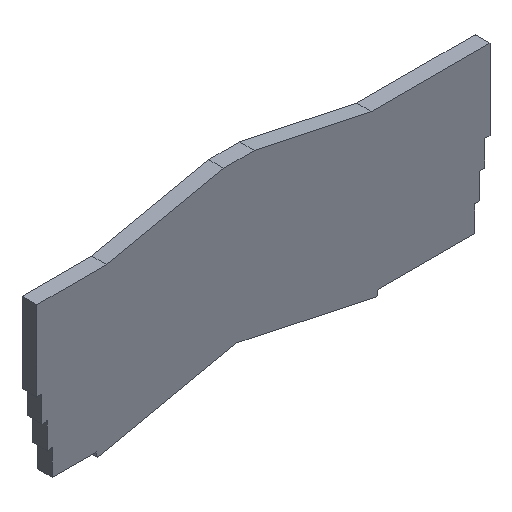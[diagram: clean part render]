
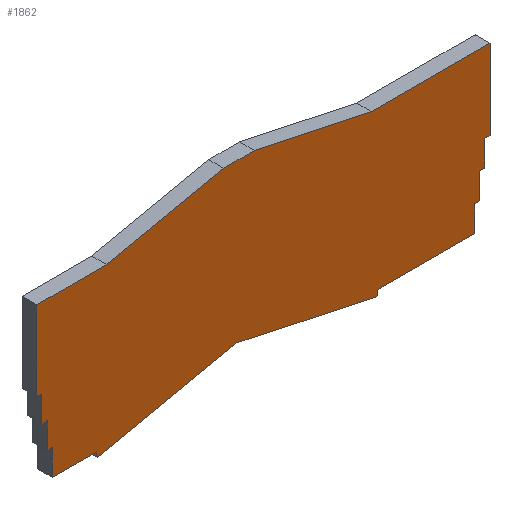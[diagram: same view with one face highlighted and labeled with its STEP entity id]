
A CAD part, isometric view. The second image highlights one B-rep face of the part: STEP entity #1862.
In plain terms, the highlighted planar face has unit normal (0, -1, 0).
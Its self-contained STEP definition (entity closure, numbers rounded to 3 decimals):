
#110=PLANE('',#2041);
#247=FACE_OUTER_BOUND('',#385,.T.);
#385=EDGE_LOOP('',(#1715,#1716,#1717,#1718,#1719,#1720,#1721,#1722,#1723,
#1724,#1725,#1726,#1727,#1728,#1729,#1730,#1731,#1732,#1733,#1734,#1735,
#1736,#1737,#1738,#1739));
#505=LINE('',#2949,#697);
#508=LINE('',#2955,#700);
#511=LINE('',#2961,#703);
#514=LINE('',#2967,#706);
#517=LINE('',#2973,#709);
#520=LINE('',#2979,#712);
#523=LINE('',#2985,#715);
#526=LINE('',#2991,#718);
#529=LINE('',#2997,#721);
#532=LINE('',#3003,#724);
#535=LINE('',#3009,#727);
#538=LINE('',#3015,#730);
#541=LINE('',#3021,#733);
#544=LINE('',#3027,#736);
#547=LINE('',#3033,#739);
#550=LINE('',#3039,#742);
#553=LINE('',#3045,#745);
#556=LINE('',#3051,#748);
#559=LINE('',#3057,#751);
#562=LINE('',#3063,#754);
#565=LINE('',#3069,#757);
#568=LINE('',#3075,#760);
#571=LINE('',#3081,#763);
#574=LINE('',#3087,#766);
#577=LINE('',#3091,#769);
#697=VECTOR('',#2441,10.);
#700=VECTOR('',#2446,10.);
#703=VECTOR('',#2451,10.);
#706=VECTOR('',#2456,10.);
#709=VECTOR('',#2461,10.);
#712=VECTOR('',#2466,10.);
#715=VECTOR('',#2471,10.);
#718=VECTOR('',#2476,10.);
#721=VECTOR('',#2481,10.);
#724=VECTOR('',#2486,10.);
#727=VECTOR('',#2491,10.);
#730=VECTOR('',#2496,10.);
#733=VECTOR('',#2501,10.);
#736=VECTOR('',#2506,10.);
#739=VECTOR('',#2511,10.);
#742=VECTOR('',#2516,10.);
#745=VECTOR('',#2521,10.);
#748=VECTOR('',#2526,10.);
#751=VECTOR('',#2531,10.);
#754=VECTOR('',#2536,10.);
#757=VECTOR('',#2541,10.);
#760=VECTOR('',#2546,10.);
#763=VECTOR('',#2551,10.);
#766=VECTOR('',#2556,10.);
#769=VECTOR('',#2561,10.);
#948=VERTEX_POINT('',#2946);
#949=VERTEX_POINT('',#2948);
#951=VERTEX_POINT('',#2954);
#953=VERTEX_POINT('',#2960);
#955=VERTEX_POINT('',#2966);
#957=VERTEX_POINT('',#2972);
#959=VERTEX_POINT('',#2978);
#961=VERTEX_POINT('',#2984);
#963=VERTEX_POINT('',#2990);
#965=VERTEX_POINT('',#2996);
#967=VERTEX_POINT('',#3002);
#969=VERTEX_POINT('',#3008);
#971=VERTEX_POINT('',#3014);
#973=VERTEX_POINT('',#3020);
#975=VERTEX_POINT('',#3026);
#977=VERTEX_POINT('',#3032);
#979=VERTEX_POINT('',#3038);
#981=VERTEX_POINT('',#3044);
#983=VERTEX_POINT('',#3050);
#985=VERTEX_POINT('',#3056);
#987=VERTEX_POINT('',#3062);
#989=VERTEX_POINT('',#3068);
#991=VERTEX_POINT('',#3074);
#993=VERTEX_POINT('',#3080);
#995=VERTEX_POINT('',#3086);
#1171=EDGE_CURVE('',#949,#948,#505,.T.);
#1174=EDGE_CURVE('',#951,#949,#508,.T.);
#1177=EDGE_CURVE('',#953,#951,#511,.T.);
#1180=EDGE_CURVE('',#955,#953,#514,.T.);
#1183=EDGE_CURVE('',#957,#955,#517,.T.);
#1186=EDGE_CURVE('',#959,#957,#520,.T.);
#1189=EDGE_CURVE('',#961,#959,#523,.T.);
#1192=EDGE_CURVE('',#963,#961,#526,.T.);
#1195=EDGE_CURVE('',#965,#963,#529,.T.);
#1198=EDGE_CURVE('',#967,#965,#532,.T.);
#1201=EDGE_CURVE('',#969,#967,#535,.T.);
#1204=EDGE_CURVE('',#971,#969,#538,.T.);
#1207=EDGE_CURVE('',#973,#971,#541,.T.);
#1210=EDGE_CURVE('',#975,#973,#544,.T.);
#1213=EDGE_CURVE('',#977,#975,#547,.T.);
#1216=EDGE_CURVE('',#979,#977,#550,.T.);
#1219=EDGE_CURVE('',#981,#979,#553,.T.);
#1222=EDGE_CURVE('',#983,#981,#556,.T.);
#1225=EDGE_CURVE('',#985,#983,#559,.T.);
#1228=EDGE_CURVE('',#987,#985,#562,.T.);
#1231=EDGE_CURVE('',#989,#987,#565,.T.);
#1234=EDGE_CURVE('',#991,#989,#568,.T.);
#1237=EDGE_CURVE('',#993,#991,#571,.T.);
#1240=EDGE_CURVE('',#995,#993,#574,.T.);
#1243=EDGE_CURVE('',#948,#995,#577,.T.);
#1715=ORIENTED_EDGE('',*,*,#1243,.T.);
#1716=ORIENTED_EDGE('',*,*,#1240,.T.);
#1717=ORIENTED_EDGE('',*,*,#1237,.T.);
#1718=ORIENTED_EDGE('',*,*,#1234,.T.);
#1719=ORIENTED_EDGE('',*,*,#1231,.T.);
#1720=ORIENTED_EDGE('',*,*,#1228,.T.);
#1721=ORIENTED_EDGE('',*,*,#1225,.T.);
#1722=ORIENTED_EDGE('',*,*,#1222,.T.);
#1723=ORIENTED_EDGE('',*,*,#1219,.T.);
#1724=ORIENTED_EDGE('',*,*,#1216,.T.);
#1725=ORIENTED_EDGE('',*,*,#1213,.T.);
#1726=ORIENTED_EDGE('',*,*,#1210,.T.);
#1727=ORIENTED_EDGE('',*,*,#1207,.T.);
#1728=ORIENTED_EDGE('',*,*,#1204,.T.);
#1729=ORIENTED_EDGE('',*,*,#1201,.T.);
#1730=ORIENTED_EDGE('',*,*,#1198,.T.);
#1731=ORIENTED_EDGE('',*,*,#1195,.T.);
#1732=ORIENTED_EDGE('',*,*,#1192,.T.);
#1733=ORIENTED_EDGE('',*,*,#1189,.T.);
#1734=ORIENTED_EDGE('',*,*,#1186,.T.);
#1735=ORIENTED_EDGE('',*,*,#1183,.T.);
#1736=ORIENTED_EDGE('',*,*,#1180,.T.);
#1737=ORIENTED_EDGE('',*,*,#1177,.T.);
#1738=ORIENTED_EDGE('',*,*,#1174,.T.);
#1739=ORIENTED_EDGE('',*,*,#1171,.T.);
#1862=ADVANCED_FACE('',(#247),#110,.T.);
#2041=AXIS2_PLACEMENT_3D('',#3093,#2564,#2565);
#2441=DIRECTION('',(-1.,0.,0.));
#2446=DIRECTION('',(-0.978,0.,-0.208));
#2451=DIRECTION('',(-1.,0.,0.));
#2456=DIRECTION('',(-0.978,0.,0.208));
#2461=DIRECTION('',(-1.,0.,0.));
#2466=DIRECTION('',(0.,0.,1.));
#2471=DIRECTION('',(1.,0.,0.));
#2476=DIRECTION('',(0.,0.,1.));
#2481=DIRECTION('',(1.,0.,0.));
#2486=DIRECTION('',(0.,0.,1.));
#2491=DIRECTION('',(1.,0.,0.));
#2496=DIRECTION('',(0.,0.,1.));
#2501=DIRECTION('',(1.,0.,0.));
#2506=DIRECTION('',(0.211,0.,0.977));
#2511=DIRECTION('',(0.977,0.,-0.211));
#2516=DIRECTION('',(0.978,0.,0.208));
#2521=DIRECTION('',(0.208,0.,-0.978));
#2526=DIRECTION('',(1.,0.,0.));
#2531=DIRECTION('',(0.,0.,-1.));
#2536=DIRECTION('',(1.,0.,0.));
#2541=DIRECTION('',(0.,0.,-1.));
#2546=DIRECTION('',(1.,0.,0.));
#2551=DIRECTION('',(0.,0.,-1.));
#2556=DIRECTION('',(1.,0.,0.));
#2561=DIRECTION('',(0.,0.,-1.));
#2564=DIRECTION('center_axis',(0.,-1.,0.));
#2565=DIRECTION('ref_axis',(0.,0.,-1.));
#2946=CARTESIAN_POINT('',(-0.905,-11.,-17.602));
#2948=CARTESIAN_POINT('',(50.639,-11.,-17.602));
#2949=CARTESIAN_POINT('',(50.639,-11.,-17.602));
#2954=CARTESIAN_POINT('',(137.289,-11.,0.817));
#2955=CARTESIAN_POINT('',(50.639,-11.,-17.602));
#2960=CARTESIAN_POINT('',(160.094,-11.,0.817));
#2961=CARTESIAN_POINT('',(137.289,-11.,0.817));
#2966=CARTESIAN_POINT('',(246.727,-11.,-17.602));
#2967=CARTESIAN_POINT('',(160.094,-11.,0.817));
#2972=CARTESIAN_POINT('',(334.47,-11.,-17.602));
#2973=CARTESIAN_POINT('',(334.47,-11.,-17.602));
#2978=CARTESIAN_POINT('',(334.47,-11.,-76.752));
#2979=CARTESIAN_POINT('',(334.47,-11.,-76.752));
#2984=CARTESIAN_POINT('',(330.66,-11.,-76.752));
#2985=CARTESIAN_POINT('',(330.66,-11.,-76.752));
#2990=CARTESIAN_POINT('',(330.66,-11.,-95.803));
#2991=CARTESIAN_POINT('',(330.66,-11.,-95.803));
#2996=CARTESIAN_POINT('',(326.851,-11.,-95.803));
#2997=CARTESIAN_POINT('',(330.66,-11.,-95.803));
#3002=CARTESIAN_POINT('',(326.851,-11.,-114.853));
#3003=CARTESIAN_POINT('',(326.851,-11.,-114.853));
#3008=CARTESIAN_POINT('',(323.051,-11.,-114.853));
#3009=CARTESIAN_POINT('',(326.851,-11.,-114.853));
#3014=CARTESIAN_POINT('',(323.051,-11.,-133.903));
#3015=CARTESIAN_POINT('',(323.051,-11.,-114.853));
#3020=CARTESIAN_POINT('',(251.704,-11.,-133.903));
#3021=CARTESIAN_POINT('',(323.051,-11.,-133.903));
#3026=CARTESIAN_POINT('',(250.742,-11.,-138.353));
#3027=CARTESIAN_POINT('',(251.704,-11.,-133.903));
#3032=CARTESIAN_POINT('',(147.177,-11.,-115.981));
#3033=CARTESIAN_POINT('',(250.742,-11.,-138.353));
#3038=CARTESIAN_POINT('',(43.929,-11.,-137.935));
#3039=CARTESIAN_POINT('',(43.929,-11.,-137.935));
#3044=CARTESIAN_POINT('',(43.073,-11.,-133.907));
#3045=CARTESIAN_POINT('',(43.929,-11.,-137.935));
#3050=CARTESIAN_POINT('',(10.495,-11.,-133.907));
#3051=CARTESIAN_POINT('',(10.495,-11.,-133.907));
#3056=CARTESIAN_POINT('',(10.495,-11.,-114.853));
#3057=CARTESIAN_POINT('',(10.495,-11.,-114.853));
#3062=CARTESIAN_POINT('',(6.695,-11.,-114.853));
#3063=CARTESIAN_POINT('',(6.695,-11.,-114.853));
#3068=CARTESIAN_POINT('',(6.695,-11.,-95.804));
#3069=CARTESIAN_POINT('',(6.695,-11.,-95.804));
#3074=CARTESIAN_POINT('',(2.895,-11.,-95.804));
#3075=CARTESIAN_POINT('',(2.895,-11.,-95.804));
#3080=CARTESIAN_POINT('',(2.895,-11.,-76.752));
#3081=CARTESIAN_POINT('',(2.895,-11.,-76.752));
#3086=CARTESIAN_POINT('',(-0.905,-11.,-76.752));
#3087=CARTESIAN_POINT('',(-0.905,-11.,-76.752));
#3091=CARTESIAN_POINT('',(-0.905,-11.,-76.752));
#3093=CARTESIAN_POINT('Origin',(166.783,-11.,-68.768));
